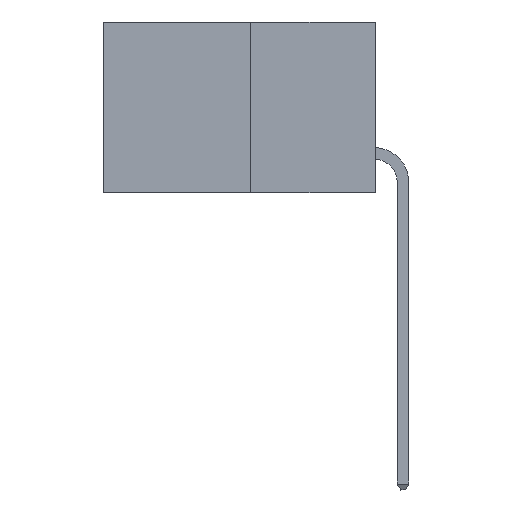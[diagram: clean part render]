
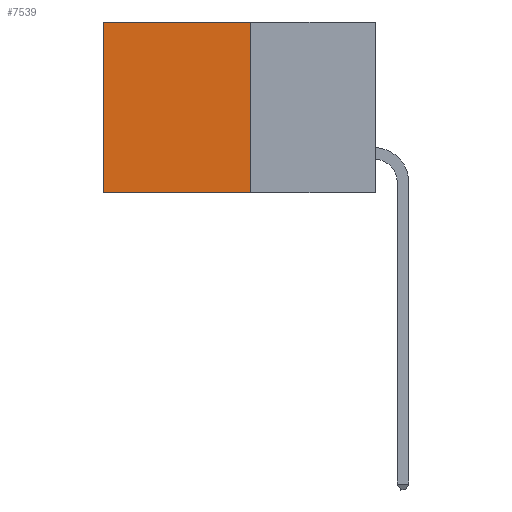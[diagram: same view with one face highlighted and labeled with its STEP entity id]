
A CAD part, left-side view. The second image highlights one B-rep face of the part: STEP entity #7539.
In plain terms, the highlighted planar face has unit normal (-1, 0, 0).
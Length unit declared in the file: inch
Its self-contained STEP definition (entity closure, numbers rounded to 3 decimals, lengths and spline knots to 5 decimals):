
#107 = CARTESIAN_POINT ( 'NONE',  ( 0.277, 0.27, 0. ) ) ;
#209 = ORIENTED_EDGE ( 'NONE', *, *, #1776, .F. ) ;
#546 = ORIENTED_EDGE ( 'NONE', *, *, #2165, .F. ) ;
#674 = EDGE_CURVE ( 'NONE', #7401, #1350, #740, .T. ) ;
#740 = LINE ( 'NONE', #3723, #9787 ) ;
#782 = FACE_OUTER_BOUND ( 'NONE', #5975, .T. ) ;
#845 = ORIENTED_EDGE ( 'NONE', *, *, #7508, .T. ) ;
#911 = CARTESIAN_POINT ( 'NONE',  ( 0.277, 0.59, -0.37 ) ) ;
#1350 = VERTEX_POINT ( 'NONE', #8812 ) ;
#1422 = LINE ( 'NONE', #911, #6012 ) ;
#1776 = EDGE_CURVE ( 'NONE', #3828, #3139, #6644, .T. ) ;
#1816 = DIRECTION ( 'NONE',  ( 0., 1., 0. ) ) ;
#2165 = EDGE_CURVE ( 'NONE', #7401, #3828, #2398, .T. ) ;
#2398 = LINE ( 'NONE', #10152, #6899 ) ;
#2938 = CARTESIAN_POINT ( 'NONE',  ( 0.277, 0.27, -0.37 ) ) ;
#3139 = VERTEX_POINT ( 'NONE', #8330 ) ;
#3723 = CARTESIAN_POINT ( 'NONE',  ( 0.277, 0.27, 0. ) ) ;
#3828 = VERTEX_POINT ( 'NONE', #2938 ) ;
#3842 = CARTESIAN_POINT ( 'NONE',  ( 0.277, 0.27, -0.37 ) ) ;
#4178 = DIRECTION ( 'NONE',  ( 0., 0., -1. ) ) ;
#4782 = DIRECTION ( 'NONE',  ( 1., 0., 0. ) ) ;
#4969 = ORIENTED_EDGE ( 'NONE', *, *, #674, .T. ) ;
#5466 = CARTESIAN_POINT ( 'NONE',  ( 0.277, 0.27, -0.37 ) ) ;
#5475 = DIRECTION ( 'NONE',  ( 0., 1., 0. ) ) ;
#5975 = EDGE_LOOP ( 'NONE', ( #845, #209, #546, #4969 ) ) ;
#6012 = VECTOR ( 'NONE', #8179, 39.37008 ) ;
#6644 = LINE ( 'NONE', #5466, #6912 ) ;
#6899 = VECTOR ( 'NONE', #4178, 39.37008 ) ;
#6912 = VECTOR ( 'NONE', #5475, 39.37008 ) ;
#7230 = AXIS2_PLACEMENT_3D ( 'NONE', #3842, #4782, #10741 ) ;
#7401 = VERTEX_POINT ( 'NONE', #107 ) ;
#7508 = EDGE_CURVE ( 'NONE', #1350, #3139, #1422, .T. ) ;
#7539 = ADVANCED_FACE ( 'NONE', ( #782 ), #9080, .F. ) ;
#8179 = DIRECTION ( 'NONE',  ( 0., 0., -1. ) ) ;
#8330 = CARTESIAN_POINT ( 'NONE',  ( 0.277, 0.59, -0.37 ) ) ;
#8812 = CARTESIAN_POINT ( 'NONE',  ( 0.277, 0.59, 0. ) ) ;
#9080 = PLANE ( 'NONE',  #7230 ) ;
#9787 = VECTOR ( 'NONE', #1816, 39.37008 ) ;
#10152 = CARTESIAN_POINT ( 'NONE',  ( 0.277, 0.27, -0.37 ) ) ;
#10741 = DIRECTION ( 'NONE',  ( 0., 0., -1. ) ) ;
